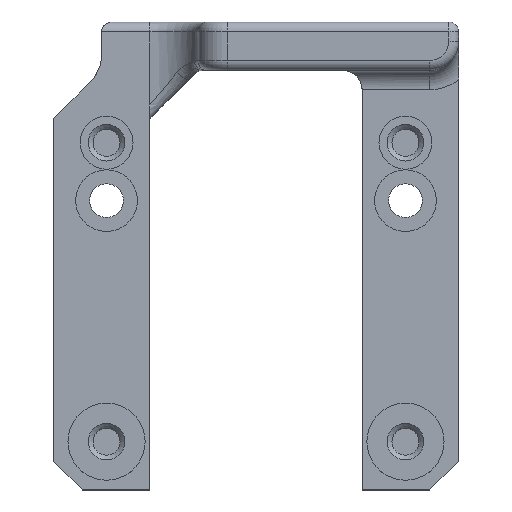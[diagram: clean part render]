
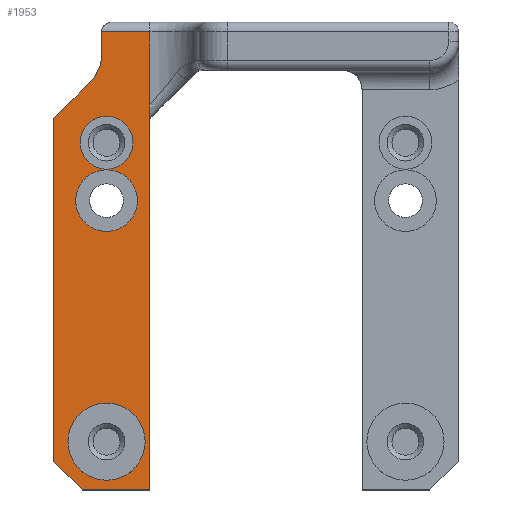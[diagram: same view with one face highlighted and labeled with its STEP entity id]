
A CAD part, top view. The second image highlights one B-rep face of the part: STEP entity #1953.
In plain terms, the highlighted planar face has unit normal (0, 0, 1).
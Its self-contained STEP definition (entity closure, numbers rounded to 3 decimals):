
#34=FACE_BOUND('',#683,.T.);
#35=FACE_BOUND('',#684,.T.);
#36=FACE_BOUND('',#685,.T.);
#74=PLANE('',#2146);
#174=LINE('',#4262,#335);
#178=LINE('',#4273,#339);
#183=LINE('',#4316,#344);
#214=LINE('',#4627,#375);
#222=LINE('',#4665,#383);
#223=LINE('',#4666,#384);
#224=LINE('',#4669,#385);
#225=LINE('',#4671,#386);
#226=LINE('',#4672,#387);
#335=VECTOR('',#2407,10.);
#339=VECTOR('',#2419,10.);
#344=VECTOR('',#2432,10.);
#375=VECTOR('',#2547,10.);
#383=VECTOR('',#2597,10.);
#384=VECTOR('',#2598,10.);
#385=VECTOR('',#2601,10.);
#386=VECTOR('',#2602,10.);
#387=VECTOR('',#2603,10.);
#553=FACE_OUTER_BOUND('',#682,.T.);
#682=EDGE_LOOP('',(#1675,#1676,#1677,#1678,#1679,#1680,#1681,#1682,#1683,
#1684));
#683=EDGE_LOOP('',(#1685));
#684=EDGE_LOOP('',(#1686));
#685=EDGE_LOOP('',(#1687));
#766=CIRCLE('',#2077,4.);
#799=CIRCLE('',#2147,2.75);
#800=CIRCLE('',#2148,4.);
#801=CIRCLE('',#2149,3.2);
#932=VERTEX_POINT('',#4259);
#933=VERTEX_POINT('',#4261);
#935=VERTEX_POINT('',#4267);
#936=VERTEX_POINT('',#4271);
#943=VERTEX_POINT('',#4302);
#944=VERTEX_POINT('',#4315);
#977=VERTEX_POINT('',#4626);
#986=VERTEX_POINT('',#4664);
#987=VERTEX_POINT('',#4668);
#988=VERTEX_POINT('',#4670);
#989=VERTEX_POINT('',#4673);
#990=VERTEX_POINT('',#4675);
#991=VERTEX_POINT('',#4677);
#1144=EDGE_CURVE('',#932,#933,#174,.T.);
#1148=EDGE_CURVE('',#935,#932,#766,.T.);
#1150=EDGE_CURVE('',#935,#936,#178,.T.);
#1159=EDGE_CURVE('',#944,#943,#183,.F.);
#1217=EDGE_CURVE('',#933,#977,#214,.T.);
#1236=EDGE_CURVE('',#977,#986,#222,.T.);
#1237=EDGE_CURVE('',#943,#986,#223,.F.);
#1238=EDGE_CURVE('',#936,#987,#224,.T.);
#1239=EDGE_CURVE('',#988,#987,#225,.F.);
#1240=EDGE_CURVE('',#988,#944,#226,.T.);
#1241=EDGE_CURVE('',#989,#989,#799,.T.);
#1242=EDGE_CURVE('',#990,#990,#800,.T.);
#1243=EDGE_CURVE('',#991,#991,#801,.F.);
#1675=ORIENTED_EDGE('',*,*,#1217,.F.);
#1676=ORIENTED_EDGE('',*,*,#1144,.F.);
#1677=ORIENTED_EDGE('',*,*,#1148,.F.);
#1678=ORIENTED_EDGE('',*,*,#1150,.T.);
#1679=ORIENTED_EDGE('',*,*,#1238,.T.);
#1680=ORIENTED_EDGE('',*,*,#1239,.F.);
#1681=ORIENTED_EDGE('',*,*,#1240,.T.);
#1682=ORIENTED_EDGE('',*,*,#1159,.T.);
#1683=ORIENTED_EDGE('',*,*,#1237,.T.);
#1684=ORIENTED_EDGE('',*,*,#1236,.F.);
#1685=ORIENTED_EDGE('',*,*,#1241,.T.);
#1686=ORIENTED_EDGE('',*,*,#1242,.T.);
#1687=ORIENTED_EDGE('',*,*,#1243,.T.);
#1953=ADVANCED_FACE('',(#553,#34,#35,#36),#74,.T.);
#2077=AXIS2_PLACEMENT_3D('',#4269,#2414,#2415);
#2146=AXIS2_PLACEMENT_3D('',#4667,#2599,#2600);
#2147=AXIS2_PLACEMENT_3D('',#4674,#2604,#2605);
#2148=AXIS2_PLACEMENT_3D('',#4676,#2606,#2607);
#2149=AXIS2_PLACEMENT_3D('',#4678,#2608,#2609);
#2407=DIRECTION('',(0.,1.,0.));
#2414=DIRECTION('center_axis',(0.,0.,1.));
#2415=DIRECTION('ref_axis',(0.924,-0.383,0.));
#2419=DIRECTION('',(-0.707,-0.707,0.));
#2432=DIRECTION('',(0.,-1.,0.));
#2547=DIRECTION('',(1.,0.,0.));
#2597=DIRECTION('',(0.,-1.,0.));
#2598=DIRECTION('',(0.,-1.,0.));
#2599=DIRECTION('center_axis',(0.,0.,1.));
#2600=DIRECTION('ref_axis',(-1.,0.,0.));
#2601=DIRECTION('',(0.,-1.,0.));
#2602=DIRECTION('',(0.707,-0.707,0.));
#2603=DIRECTION('',(1.,0.,0.));
#2604=DIRECTION('center_axis',(0.,0.,-1.));
#2605=DIRECTION('ref_axis',(1.,0.,0.));
#2606=DIRECTION('center_axis',(0.,0.,-1.));
#2607=DIRECTION('ref_axis',(1.,0.,0.));
#2608=DIRECTION('center_axis',(0.,0.,1.));
#2609=DIRECTION('ref_axis',(-1.,0.,0.));
#4259=CARTESIAN_POINT('',(5.,51.657,6.));
#4261=CARTESIAN_POINT('',(5.,54.,6.));
#4262=CARTESIAN_POINT('',(5.,52.5,6.));
#4267=CARTESIAN_POINT('',(3.828,48.828,6.));
#4269=CARTESIAN_POINT('Origin',(1.,51.657,6.));
#4271=CARTESIAN_POINT('',(0.,45.,6.));
#4273=CARTESIAN_POINT('',(6.25,51.25,6.));
#4302=CARTESIAN_POINT('',(10.,46.414,6.));
#4315=CARTESIAN_POINT('',(10.,6.5,6.));
#4316=CARTESIAN_POINT('',(10.,41.,6.));
#4626=CARTESIAN_POINT('',(10.,54.,6.));
#4627=CARTESIAN_POINT('',(29.75,54.,6.));
#4664=CARTESIAN_POINT('',(10.,50.,6.));
#4665=CARTESIAN_POINT('',(10.,55.,6.));
#4666=CARTESIAN_POINT('',(10.,41.,6.));
#4667=CARTESIAN_POINT('Origin',(37.,27.,6.));
#4668=CARTESIAN_POINT('',(0.,9.5,6.));
#4669=CARTESIAN_POINT('',(0.,33.,6.));
#4670=CARTESIAN_POINT('',(3.,6.5,6.));
#4671=CARTESIAN_POINT('',(5.625,3.875,6.));
#4672=CARTESIAN_POINT('',(18.5,6.5,6.));
#4673=CARTESIAN_POINT('',(2.75,42.5,6.));
#4674=CARTESIAN_POINT('Origin',(5.5,42.5,6.));
#4675=CARTESIAN_POINT('',(1.5,11.5,6.));
#4676=CARTESIAN_POINT('Origin',(5.5,11.5,6.));
#4677=CARTESIAN_POINT('',(8.7,36.5,6.));
#4678=CARTESIAN_POINT('Origin',(5.5,36.5,6.));
